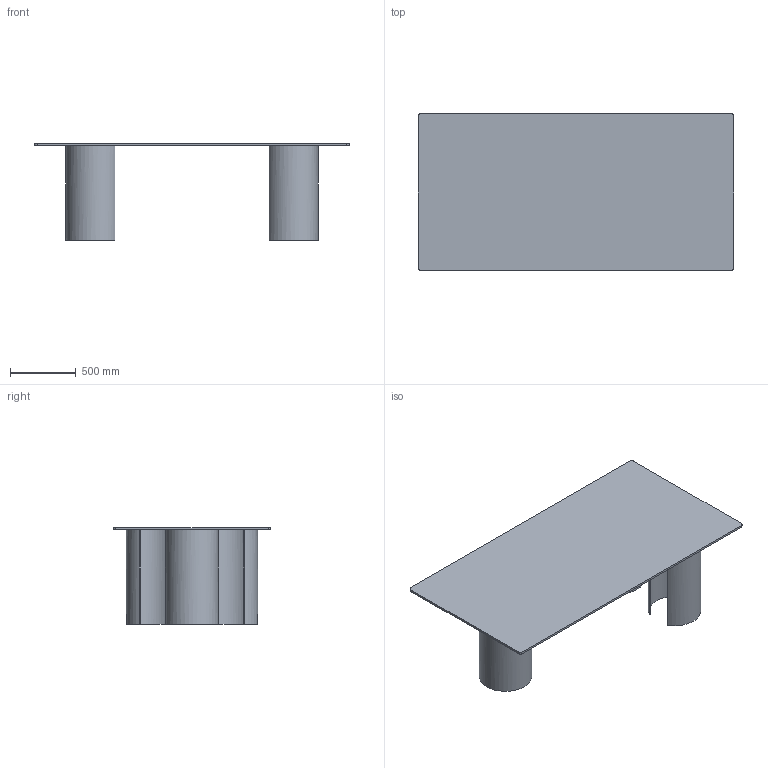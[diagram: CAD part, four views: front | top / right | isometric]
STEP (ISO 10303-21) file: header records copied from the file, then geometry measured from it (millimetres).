
FILE_DESCRIPTION(/* description */ (''),/* implementation_level */ '2;1');
FILE_NAME(/* name */ '1972-B - Luxor 240x120',/* time_stamp */ '2010-12-10T11:29:50+01:00',/* author */ (''),/* organization */ (''),/* preprocessor_version */ 'ST-DEVELOPER v10',/* originating_system */ '',/* authorisation */ '');
FILE_SCHEMA (('CONFIG_CONTROL_DESIGN'));
Length unit declared in the file: centimetre
Products named in the file (1): 1
Bounding box: 2400 x 1200 x 736 mm (x, y, z)
Volume: 68224235.8 mm3; surface area: 10394829.9 mm2
Topology: 4 solids, 4 shells, 28 faces, 60 edges, 40 vertices
Faces by surface type: bspline 22, plane 6
Entity records: 1343 total; most frequent: CARTESIAN_POINT 888, ORIENTED_EDGE 120, EDGE_CURVE 60, VERTEX_POINT 40, B_SPLINE_CURVE_WITH_KNOTS 29, ADVANCED_FACE 28, FACE_OUTER_BOUND 28, EDGE_LOOP 28
